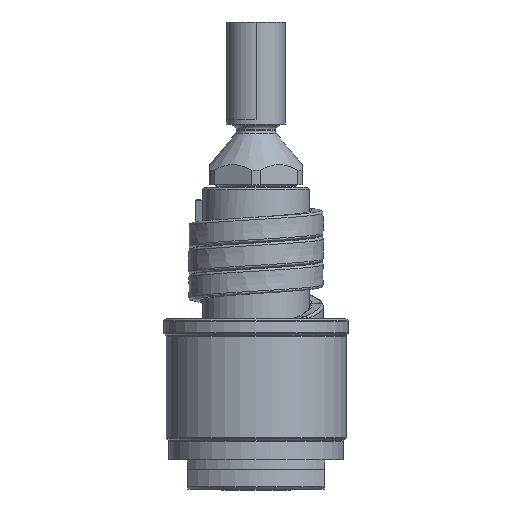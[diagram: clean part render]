
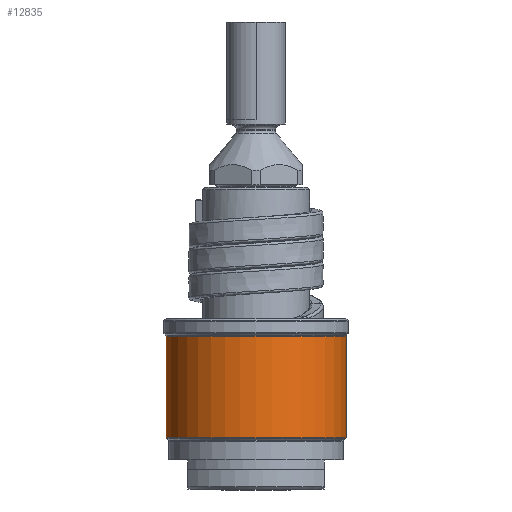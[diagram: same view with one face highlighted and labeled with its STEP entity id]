
A CAD part, front view. The second image highlights one B-rep face of the part: STEP entity #12835.
In plain terms, the highlighted cylindrical face has radius 18.5 mm (diameter 37 mm), a partial arc.
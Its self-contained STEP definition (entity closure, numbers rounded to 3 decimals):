
#4727=CARTESIAN_POINT('',(0.,0.,10.583));
#4728=DIRECTION('',(0.,0.,1.));
#4729=DIRECTION('',(-1.,0.,0.));
#4730=AXIS2_PLACEMENT_3D('',#4727,#4728,#4729);
#4732=DIRECTION('',(0.,0.,-1.));
#4733=VECTOR('',#4732,20.834);
#4734=CARTESIAN_POINT('',(-18.5,0.,31.417));
#4735=LINE('',#4734,#4733);
#4736=CARTESIAN_POINT('',(0.,0.,31.417));
#4737=DIRECTION('',(0.,0.,1.));
#4738=DIRECTION('',(-1.,0.,0.));
#4739=AXIS2_PLACEMENT_3D('',#4736,#4737,#4738);
#4741=DIRECTION('',(0.,0.,-1.));
#4742=VECTOR('',#4741,20.834);
#4743=CARTESIAN_POINT('',(18.5,0.,31.417));
#4744=LINE('',#4743,#4742);
#5088=CARTESIAN_POINT('',(18.5,0.,31.417));
#5089=CARTESIAN_POINT('',(-18.5,0.,31.417));
#5090=VERTEX_POINT('',#5088);
#5091=VERTEX_POINT('',#5089);
#5114=CARTESIAN_POINT('',(18.5,0.,10.583));
#5115=VERTEX_POINT('',#5114);
#5116=CARTESIAN_POINT('',(-18.5,0.,10.583));
#5117=VERTEX_POINT('',#5116);
#12823=CARTESIAN_POINT('',(0.,0.,8.75));
#12824=DIRECTION('',(0.,0.,1.));
#12825=DIRECTION('',(-1.,0.,0.));
#12826=AXIS2_PLACEMENT_3D('',#12823,#12824,#12825);
#12827=CYLINDRICAL_SURFACE('',#12826,18.5);
#12828=ORIENTED_EDGE('',*,*,#11304,.F.);
#12829=ORIENTED_EDGE('',*,*,#11285,.F.);
#12831=ORIENTED_EDGE('',*,*,#12830,.T.);
#12832=ORIENTED_EDGE('',*,*,#11281,.T.);
#12833=EDGE_LOOP('',(#12828,#12829,#12831,#12832));
#12834=FACE_OUTER_BOUND('',#12833,.F.);
#4731=CIRCLE('',#4730,18.5);
#4740=CIRCLE('',#4739,18.5);
#11281=EDGE_CURVE('',#5090,#5115,#4744,.T.);
#11285=EDGE_CURVE('',#5091,#5117,#4735,.T.);
#11304=EDGE_CURVE('',#5117,#5115,#4731,.T.);
#12830=EDGE_CURVE('',#5091,#5090,#4740,.T.);
#12835=ADVANCED_FACE('',(#12834),#12827,.T.);
